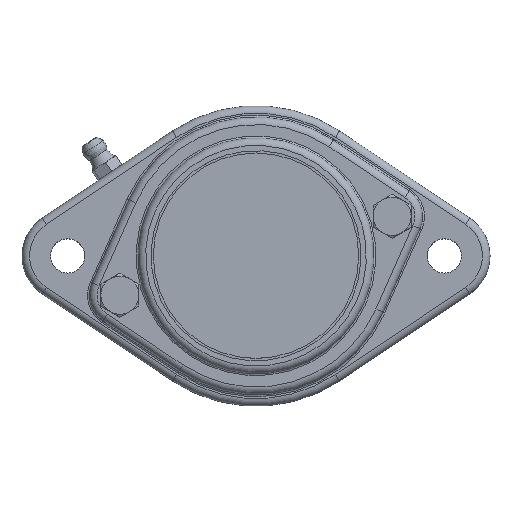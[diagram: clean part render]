
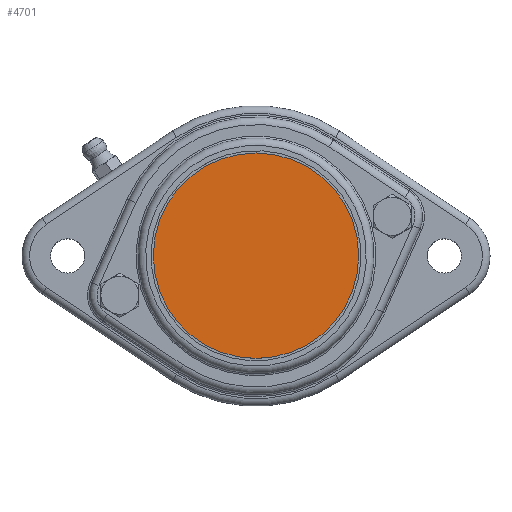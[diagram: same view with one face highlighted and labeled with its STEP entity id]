
A CAD part, top view. The second image highlights one B-rep face of the part: STEP entity #4701.
In plain terms, the highlighted planar face has unit normal (0, 0, 1).
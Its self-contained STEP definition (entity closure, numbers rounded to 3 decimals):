
#857=PLANE($,#5133);
#1288=FACE_OUTER_BOUND($,#1645,.T.);
#1645=EDGE_LOOP($,(#3700));
#2043=CIRCLE($,#5131,27.);
#2403=VERTEX_POINT($,#7815);
#2886=EDGE_CURVE($,#2403,#2403,#2043,.T.);
#3700=ORIENTED_EDGE($,*,*,#2886,.F.);
#4701=ADVANCED_FACE($,(#1288),#857,.T.);
#5131=AXIS2_PLACEMENT_3D($,#7816,#6011,#6012);
#5133=AXIS2_PLACEMENT_3D($,#7819,#6015,#6016);
#6011=DIRECTION('center_axis',(0.,0.,
-1.));
#6012=DIRECTION('ref_axis',(-1.,0.,0.));
#6015=DIRECTION('center_axis',(0.,0.,
1.));
#6016=DIRECTION('ref_axis',(-1.,0.,0.));
#7815=CARTESIAN_POINT('',(27.,0.,29.2));
#7816=CARTESIAN_POINT('Origin',(0.,0.,
29.2));
#7819=CARTESIAN_POINT('Origin',(0.,0.,
29.2));
